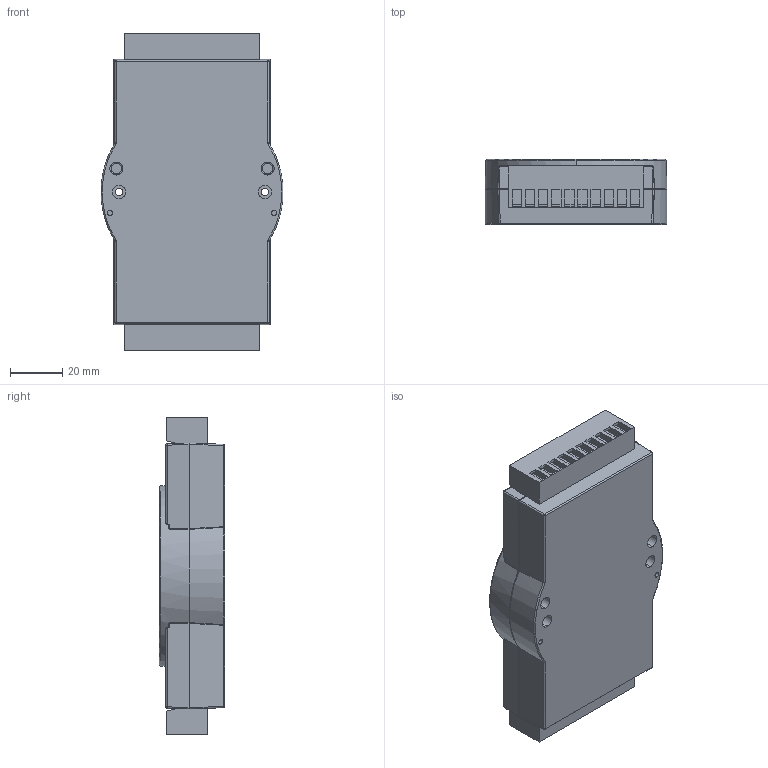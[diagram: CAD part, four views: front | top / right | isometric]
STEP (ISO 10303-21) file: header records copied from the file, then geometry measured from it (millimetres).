
FILE_DESCRIPTION (( 'STEP AP203' ), '1' );
FILE_NAME ('ADAM-4050.STEP', '2007-01-14T22:11:10', ( 'Anderson Professional Modeling' ), ( 'Anderson Professional Modeling' ), 'SwSTEP 2.0', 'SolidWorks 2007', '' );
FILE_SCHEMA (( 'CONFIG_CONTROL_DESIGN' ));
Length unit declared in the file: millimetre
Products named in the file (1): ADAM-4050
Bounding box: 69.79 x 25 x 122 mm (x, y, z)
Volume: 163145.5 mm3; surface area: 32850.9 mm2
Topology: 1 solids, 1 shells, 1501 faces, 3924 edges, 2571 vertices
Faces by surface type: plane 889, bspline 380, cylinder 157, torus 62, sphere 8, cone 5
Entity records: 66898 total; most frequent: CARTESIAN_POINT 32141, ORIENTED_EDGE 7816, DIRECTION 5873, EDGE_CURVE 3908, VECTOR 2591, LINE 2591, VERTEX_POINT 2571, EDGE_LOOP 1707
